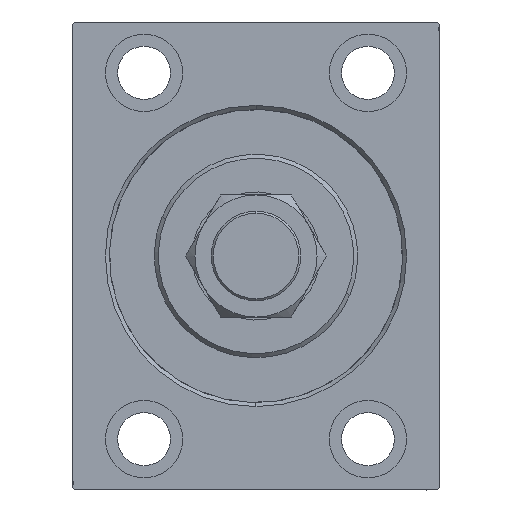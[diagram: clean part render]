
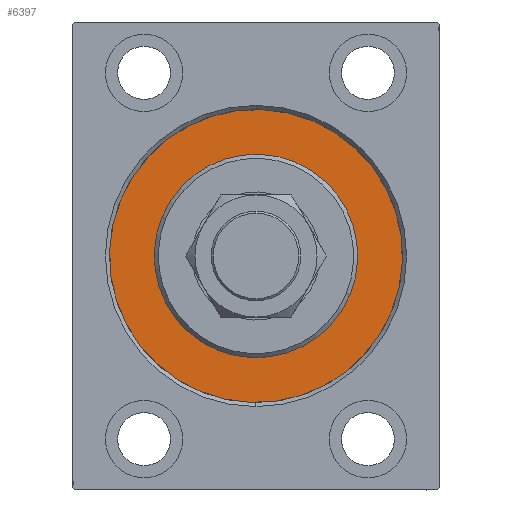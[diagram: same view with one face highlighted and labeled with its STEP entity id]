
A CAD part, left-side view. The second image highlights one B-rep face of the part: STEP entity #6397.
In plain terms, the highlighted face is planar.
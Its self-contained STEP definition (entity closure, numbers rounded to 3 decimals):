
#1201 = AXIS2_PLACEMENT_3D ( 'NONE', #43277, #28498, #21913 ) ;
#4187 = CIRCLE ( 'NONE', #25897, 36. ) ;
#4615 = VERTEX_POINT ( 'NONE', #30567 ) ;
#5451 = EDGE_CURVE ( 'NONE', #24015, #7327, #4187, .T. ) ;
#6397 = ADVANCED_FACE ( 'NONE', ( #14200, #24754 ), #21681, .F. ) ;
#6657 = CARTESIAN_POINT ( 'NONE',  ( 0., 0., 0. ) ) ;
#6886 = DIRECTION ( 'NONE',  ( 1., 0., 0. ) ) ;
#7117 = AXIS2_PLACEMENT_3D ( 'NONE', #20754, #24961, #20291 ) ;
#7327 = VERTEX_POINT ( 'NONE', #23831 ) ;
#7435 = CARTESIAN_POINT ( 'NONE',  ( 0., 0., 25. ) ) ;
#7550 = CIRCLE ( 'NONE', #21040, 36. ) ;
#9979 = CIRCLE ( 'NONE', #15942, 25. ) ;
#14200 = FACE_BOUND ( 'NONE', #43337, .T. ) ;
#15942 = AXIS2_PLACEMENT_3D ( 'NONE', #6657, #6886, #42071 ) ;
#16081 = DIRECTION ( 'NONE',  ( -1., 0., 0. ) ) ;
#19602 = DIRECTION ( 'NONE',  ( 0., 0., 1. ) ) ;
#19832 = CIRCLE ( 'NONE', #7117, 25. ) ;
#20032 = ORIENTED_EDGE ( 'NONE', *, *, #43839, .F. ) ;
#20291 = DIRECTION ( 'NONE',  ( 0., 0., -1. ) ) ;
#20754 = CARTESIAN_POINT ( 'NONE',  ( 0., 0., 0. ) ) ;
#21040 = AXIS2_PLACEMENT_3D ( 'NONE', #38674, #37977, #34231 ) ;
#21681 = PLANE ( 'NONE',  #1201 ) ;
#21913 = DIRECTION ( 'NONE',  ( 0., 0., 1. ) ) ;
#23831 = CARTESIAN_POINT ( 'NONE',  ( 0., 0., -36. ) ) ;
#24015 = VERTEX_POINT ( 'NONE', #45439 ) ;
#24754 = FACE_OUTER_BOUND ( 'NONE', #30204, .T. ) ;
#24961 = DIRECTION ( 'NONE',  ( 1., 0., 0. ) ) ;
#25897 = AXIS2_PLACEMENT_3D ( 'NONE', #41654, #16081, #19602 ) ;
#28498 = DIRECTION ( 'NONE',  ( -1., 0., 0. ) ) ;
#30204 = EDGE_LOOP ( 'NONE', ( #20032, #43923 ) ) ;
#30279 = EDGE_CURVE ( 'NONE', #39360, #4615, #9979, .T. ) ;
#30567 = CARTESIAN_POINT ( 'NONE',  ( 0., 0., -25. ) ) ;
#34092 = EDGE_CURVE ( 'NONE', #4615, #39360, #19832, .T. ) ;
#34101 = ORIENTED_EDGE ( 'NONE', *, *, #34092, .F. ) ;
#34231 = DIRECTION ( 'NONE',  ( 0., 0., 1. ) ) ;
#36650 = ORIENTED_EDGE ( 'NONE', *, *, #30279, .F. ) ;
#37977 = DIRECTION ( 'NONE',  ( -1., 0., 0. ) ) ;
#38674 = CARTESIAN_POINT ( 'NONE',  ( 0., 0., 0. ) ) ;
#39360 = VERTEX_POINT ( 'NONE', #7435 ) ;
#41654 = CARTESIAN_POINT ( 'NONE',  ( 0., 0., 0. ) ) ;
#42071 = DIRECTION ( 'NONE',  ( 0., 0., -1. ) ) ;
#43277 = CARTESIAN_POINT ( 'NONE',  ( 0., 0., 0. ) ) ;
#43337 = EDGE_LOOP ( 'NONE', ( #36650, #34101 ) ) ;
#43839 = EDGE_CURVE ( 'NONE', #7327, #24015, #7550, .T. ) ;
#43923 = ORIENTED_EDGE ( 'NONE', *, *, #5451, .F. ) ;
#45439 = CARTESIAN_POINT ( 'NONE',  ( 0., 0., 36. ) ) ;
